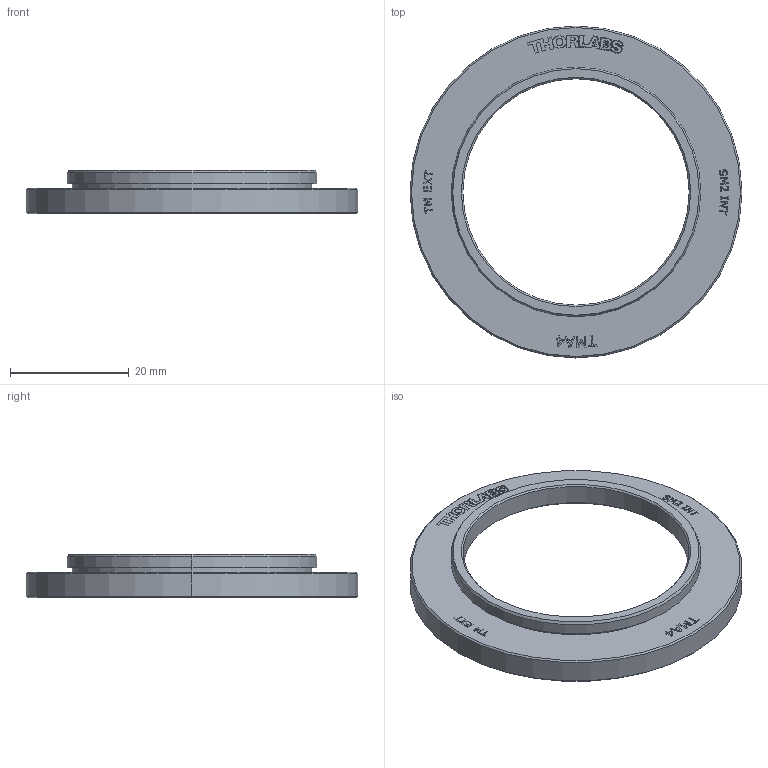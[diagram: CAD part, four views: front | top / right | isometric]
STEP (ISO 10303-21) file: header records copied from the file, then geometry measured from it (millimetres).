
FILE_DESCRIPTION (( 'STEP AP214' ), '1' );
FILE_NAME ('23233-E0W.STEP', '2015-06-09T12:04:51', ( 'admin' ), ( '' ), 'SwSTEP 2.0', 'SolidWorks 2014', '' );
FILE_SCHEMA (( 'AUTOMOTIVE_DESIGN' ));
Length unit declared in the file: millimetre
Products named in the file (1): 23233-E0W
Bounding box: 55.88 x 55.88 x 7.37 mm (x, y, z)
Volume: 2827.8 mm3; surface area: 5055.4 mm2
Topology: 1 solids, 1 shells, 379 faces, 1011 edges, 670 vertices
Faces by surface type: plane 220, bspline 135, cone 12, cylinder 12
Entity records: 18692 total; most frequent: CARTESIAN_POINT 5926, ORIENTED_EDGE 2022, DIRECTION 1267, EDGE_CURVE 1011, VECTOR 705, LINE 705, VERTEX_POINT 670, EDGE_LOOP 417
